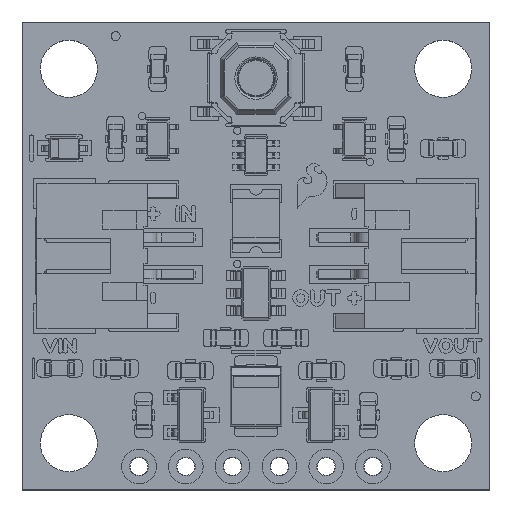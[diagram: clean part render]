
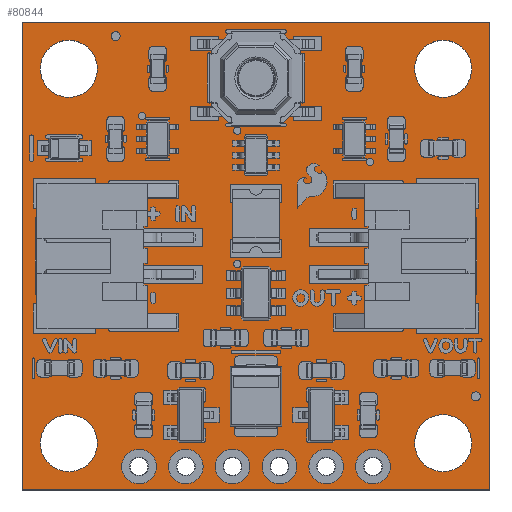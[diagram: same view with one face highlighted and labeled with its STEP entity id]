
A CAD part, top view. The second image highlights one B-rep face of the part: STEP entity #80844.
In plain terms, the highlighted planar face has unit normal (0, 0, 1).
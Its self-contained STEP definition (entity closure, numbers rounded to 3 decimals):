
#80622 = VERTEX_POINT('',#80623);
#80623 = CARTESIAN_POINT('',(25.4,0.,1.51));
#80629 = EDGE_CURVE('',#80622,#80630,#80632,.T.);
#80630 = VERTEX_POINT('',#80631);
#80631 = CARTESIAN_POINT('',(0.,0.,1.51));
#80632 = LINE('',#80633,#80634);
#80633 = CARTESIAN_POINT('',(25.4,0.,1.51));
#80634 = VECTOR('',#80635,1.);
#80635 = DIRECTION('',(-1.,0.,0.));
#80662 = VERTEX_POINT('',#80663);
#80663 = CARTESIAN_POINT('',(25.4,25.4,1.51));
#80669 = EDGE_CURVE('',#80662,#80622,#80670,.T.);
#80670 = LINE('',#80671,#80672);
#80671 = CARTESIAN_POINT('',(25.4,25.4,1.51));
#80672 = VECTOR('',#80673,1.);
#80673 = DIRECTION('',(0.,-1.,0.));
#80691 = EDGE_CURVE('',#80630,#80692,#80694,.T.);
#80692 = VERTEX_POINT('',#80693);
#80693 = CARTESIAN_POINT('',(0.,25.4,1.51));
#80694 = LINE('',#80695,#80696);
#80695 = CARTESIAN_POINT('',(0.,0.,1.51));
#80696 = VECTOR('',#80697,1.);
#80697 = DIRECTION('',(0.,1.,0.));
#80844 = ADVANCED_FACE('',(#80845,#80856,#80867,#80878,#80889,#80900,
    #80911,#80922,#80933,#80944,#80955),#80966,.T.);
#80845 = FACE_BOUND('',#80846,.T.);
#80846 = EDGE_LOOP('',(#80847,#80848,#80849,#80855));
#80847 = ORIENTED_EDGE('',*,*,#80629,.F.);
#80848 = ORIENTED_EDGE('',*,*,#80669,.F.);
#80849 = ORIENTED_EDGE('',*,*,#80850,.F.);
#80850 = EDGE_CURVE('',#80692,#80662,#80851,.T.);
#80851 = LINE('',#80852,#80853);
#80852 = CARTESIAN_POINT('',(0.,25.4,1.51));
#80853 = VECTOR('',#80854,1.);
#80854 = DIRECTION('',(1.,0.,0.));
#80855 = ORIENTED_EDGE('',*,*,#80691,.F.);
#80856 = FACE_BOUND('',#80857,.T.);
#80857 = EDGE_LOOP('',(#80858));
#80858 = ORIENTED_EDGE('',*,*,#80859,.T.);
#80859 = EDGE_CURVE('',#80860,#80860,#80862,.T.);
#80860 = VERTEX_POINT('',#80861);
#80861 = CARTESIAN_POINT('',(2.54,0.99,1.51));
#80862 = CIRCLE('',#80863,1.55);
#80863 = AXIS2_PLACEMENT_3D('',#80864,#80865,#80866);
#80864 = CARTESIAN_POINT('',(2.54,2.54,1.51));
#80865 = DIRECTION('',(-0.,0.,-1.));
#80866 = DIRECTION('',(-0.,-1.,0.));
#80867 = FACE_BOUND('',#80868,.T.);
#80868 = EDGE_LOOP('',(#80869));
#80869 = ORIENTED_EDGE('',*,*,#80870,.T.);
#80870 = EDGE_CURVE('',#80871,#80871,#80873,.T.);
#80871 = VERTEX_POINT('',#80872);
#80872 = CARTESIAN_POINT('',(6.35,0.762,1.51));
#80873 = CIRCLE('',#80874,0.508);
#80874 = AXIS2_PLACEMENT_3D('',#80875,#80876,#80877);
#80875 = CARTESIAN_POINT('',(6.35,1.27,1.51));
#80876 = DIRECTION('',(-0.,0.,-1.));
#80877 = DIRECTION('',(-0.,-1.,0.));
#80878 = FACE_BOUND('',#80879,.T.);
#80879 = EDGE_LOOP('',(#80880));
#80880 = ORIENTED_EDGE('',*,*,#80881,.T.);
#80881 = EDGE_CURVE('',#80882,#80882,#80884,.T.);
#80882 = VERTEX_POINT('',#80883);
#80883 = CARTESIAN_POINT('',(8.89,0.762,1.51));
#80884 = CIRCLE('',#80885,0.508);
#80885 = AXIS2_PLACEMENT_3D('',#80886,#80887,#80888);
#80886 = CARTESIAN_POINT('',(8.89,1.27,1.51));
#80887 = DIRECTION('',(-0.,0.,-1.));
#80888 = DIRECTION('',(-0.,-1.,0.));
#80889 = FACE_BOUND('',#80890,.T.);
#80890 = EDGE_LOOP('',(#80891));
#80891 = ORIENTED_EDGE('',*,*,#80892,.T.);
#80892 = EDGE_CURVE('',#80893,#80893,#80895,.T.);
#80893 = VERTEX_POINT('',#80894);
#80894 = CARTESIAN_POINT('',(11.43,0.762,1.51));
#80895 = CIRCLE('',#80896,0.508);
#80896 = AXIS2_PLACEMENT_3D('',#80897,#80898,#80899);
#80897 = CARTESIAN_POINT('',(11.43,1.27,1.51));
#80898 = DIRECTION('',(-0.,0.,-1.));
#80899 = DIRECTION('',(-0.,-1.,0.));
#80900 = FACE_BOUND('',#80901,.T.);
#80901 = EDGE_LOOP('',(#80902));
#80902 = ORIENTED_EDGE('',*,*,#80903,.T.);
#80903 = EDGE_CURVE('',#80904,#80904,#80906,.T.);
#80904 = VERTEX_POINT('',#80905);
#80905 = CARTESIAN_POINT('',(13.97,0.762,1.51));
#80906 = CIRCLE('',#80907,0.508);
#80907 = AXIS2_PLACEMENT_3D('',#80908,#80909,#80910);
#80908 = CARTESIAN_POINT('',(13.97,1.27,1.51));
#80909 = DIRECTION('',(-0.,0.,-1.));
#80910 = DIRECTION('',(0.,-1.,-0.));
#80911 = FACE_BOUND('',#80912,.T.);
#80912 = EDGE_LOOP('',(#80913));
#80913 = ORIENTED_EDGE('',*,*,#80914,.T.);
#80914 = EDGE_CURVE('',#80915,#80915,#80917,.T.);
#80915 = VERTEX_POINT('',#80916);
#80916 = CARTESIAN_POINT('',(16.51,0.762,1.51));
#80917 = CIRCLE('',#80918,0.508);
#80918 = AXIS2_PLACEMENT_3D('',#80919,#80920,#80921);
#80919 = CARTESIAN_POINT('',(16.51,1.27,1.51));
#80920 = DIRECTION('',(-0.,0.,-1.));
#80921 = DIRECTION('',(0.,-1.,-0.));
#80922 = FACE_BOUND('',#80923,.T.);
#80923 = EDGE_LOOP('',(#80924));
#80924 = ORIENTED_EDGE('',*,*,#80925,.T.);
#80925 = EDGE_CURVE('',#80926,#80926,#80928,.T.);
#80926 = VERTEX_POINT('',#80927);
#80927 = CARTESIAN_POINT('',(19.05,0.762,1.51));
#80928 = CIRCLE('',#80929,0.508);
#80929 = AXIS2_PLACEMENT_3D('',#80930,#80931,#80932);
#80930 = CARTESIAN_POINT('',(19.05,1.27,1.51));
#80931 = DIRECTION('',(-0.,0.,-1.));
#80932 = DIRECTION('',(-0.,-1.,0.));
#80933 = FACE_BOUND('',#80934,.T.);
#80934 = EDGE_LOOP('',(#80935));
#80935 = ORIENTED_EDGE('',*,*,#80936,.T.);
#80936 = EDGE_CURVE('',#80937,#80937,#80939,.T.);
#80937 = VERTEX_POINT('',#80938);
#80938 = CARTESIAN_POINT('',(22.86,0.99,1.51));
#80939 = CIRCLE('',#80940,1.55);
#80940 = AXIS2_PLACEMENT_3D('',#80941,#80942,#80943);
#80941 = CARTESIAN_POINT('',(22.86,2.54,1.51));
#80942 = DIRECTION('',(-0.,0.,-1.));
#80943 = DIRECTION('',(-0.,-1.,0.));
#80944 = FACE_BOUND('',#80945,.T.);
#80945 = EDGE_LOOP('',(#80946));
#80946 = ORIENTED_EDGE('',*,*,#80947,.T.);
#80947 = EDGE_CURVE('',#80948,#80948,#80950,.T.);
#80948 = VERTEX_POINT('',#80949);
#80949 = CARTESIAN_POINT('',(2.54,21.31,1.51));
#80950 = CIRCLE('',#80951,1.55);
#80951 = AXIS2_PLACEMENT_3D('',#80952,#80953,#80954);
#80952 = CARTESIAN_POINT('',(2.54,22.86,1.51));
#80953 = DIRECTION('',(-0.,0.,-1.));
#80954 = DIRECTION('',(-0.,-1.,0.));
#80955 = FACE_BOUND('',#80956,.T.);
#80956 = EDGE_LOOP('',(#80957));
#80957 = ORIENTED_EDGE('',*,*,#80958,.T.);
#80958 = EDGE_CURVE('',#80959,#80959,#80961,.T.);
#80959 = VERTEX_POINT('',#80960);
#80960 = CARTESIAN_POINT('',(22.86,21.31,1.51));
#80961 = CIRCLE('',#80962,1.55);
#80962 = AXIS2_PLACEMENT_3D('',#80963,#80964,#80965);
#80963 = CARTESIAN_POINT('',(22.86,22.86,1.51));
#80964 = DIRECTION('',(-0.,0.,-1.));
#80965 = DIRECTION('',(-0.,-1.,0.));
#80966 = PLANE('',#80967);
#80967 = AXIS2_PLACEMENT_3D('',#80968,#80969,#80970);
#80968 = CARTESIAN_POINT('',(0.,0.,1.51));
#80969 = DIRECTION('',(0.,0.,1.));
#80970 = DIRECTION('',(1.,0.,-0.));
